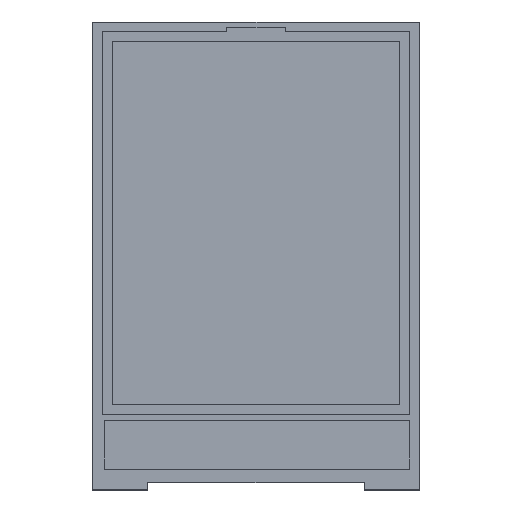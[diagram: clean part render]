
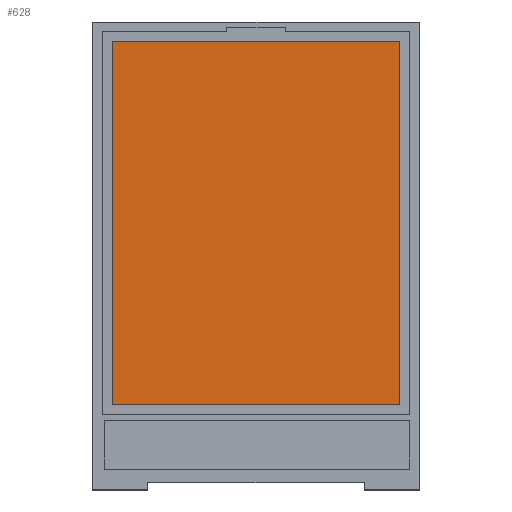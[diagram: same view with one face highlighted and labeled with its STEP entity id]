
A CAD part, top view. The second image highlights one B-rep face of the part: STEP entity #628.
In plain terms, the highlighted planar face has unit normal (0, 0, 1).
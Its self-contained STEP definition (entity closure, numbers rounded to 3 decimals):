
#48 = VECTOR ( 'NONE', #199, 1000. ) ;
#94 = ORIENTED_EDGE ( 'NONE', *, *, #267, .T. ) ;
#98 = EDGE_CURVE ( 'NONE', #341, #866, #753, .T. ) ;
#164 = DIRECTION ( 'NONE',  ( -1., 0., 0. ) ) ;
#192 = VECTOR ( 'NONE', #956, 1000. ) ;
#199 = DIRECTION ( 'NONE',  ( 0., 1., 0. ) ) ;
#238 = EDGE_LOOP ( 'NONE', ( #94, #843, #700, #676 ) ) ;
#240 = EDGE_CURVE ( 'NONE', #866, #690, #289, .T. ) ;
#267 = EDGE_CURVE ( 'NONE', #568, #341, #974, .T. ) ;
#289 = LINE ( 'NONE', #1045, #48 ) ;
#341 = VERTEX_POINT ( 'NONE', #475 ) ;
#347 = CARTESIAN_POINT ( 'NONE',  ( 33.589, 9.35, 0. ) ) ;
#366 = CARTESIAN_POINT ( 'NONE',  ( 2.111, 9.35, 0. ) ) ;
#466 = CARTESIAN_POINT ( 'NONE',  ( 33.589, 49.1, 0. ) ) ;
#475 = CARTESIAN_POINT ( 'NONE',  ( 2.111, 9.35, 0. ) ) ;
#518 = CARTESIAN_POINT ( 'NONE',  ( 2.111, 49.1, 0. ) ) ;
#528 = DIRECTION ( 'NONE',  ( 0., 0., 1. ) ) ;
#532 = AXIS2_PLACEMENT_3D ( 'NONE', #624, #528, #1056 ) ;
#568 = VERTEX_POINT ( 'NONE', #518 ) ;
#583 = LINE ( 'NONE', #927, #677 ) ;
#594 = CARTESIAN_POINT ( 'NONE',  ( 33.589, 9.35, 0. ) ) ;
#624 = CARTESIAN_POINT ( 'NONE',  ( 0., 0., 0. ) ) ;
#628 = ADVANCED_FACE ( 'NONE', ( #716 ), #888, .T. ) ;
#676 = ORIENTED_EDGE ( 'NONE', *, *, #1052, .T. ) ;
#677 = VECTOR ( 'NONE', #164, 1000. ) ;
#690 = VERTEX_POINT ( 'NONE', #466 ) ;
#700 = ORIENTED_EDGE ( 'NONE', *, *, #240, .T. ) ;
#716 = FACE_OUTER_BOUND ( 'NONE', #238, .T. ) ;
#753 = LINE ( 'NONE', #594, #899 ) ;
#843 = ORIENTED_EDGE ( 'NONE', *, *, #98, .T. ) ;
#852 = DIRECTION ( 'NONE',  ( 1., 0., 0. ) ) ;
#866 = VERTEX_POINT ( 'NONE', #347 ) ;
#888 = PLANE ( 'NONE',  #532 ) ;
#899 = VECTOR ( 'NONE', #852, 1000. ) ;
#927 = CARTESIAN_POINT ( 'NONE',  ( 33.589, 49.1, 0. ) ) ;
#956 = DIRECTION ( 'NONE',  ( 0., -1., 0. ) ) ;
#974 = LINE ( 'NONE', #366, #192 ) ;
#1045 = CARTESIAN_POINT ( 'NONE',  ( 33.589, 9.35, 0. ) ) ;
#1052 = EDGE_CURVE ( 'NONE', #690, #568, #583, .T. ) ;
#1056 = DIRECTION ( 'NONE',  ( 1., 0., 0. ) ) ;
